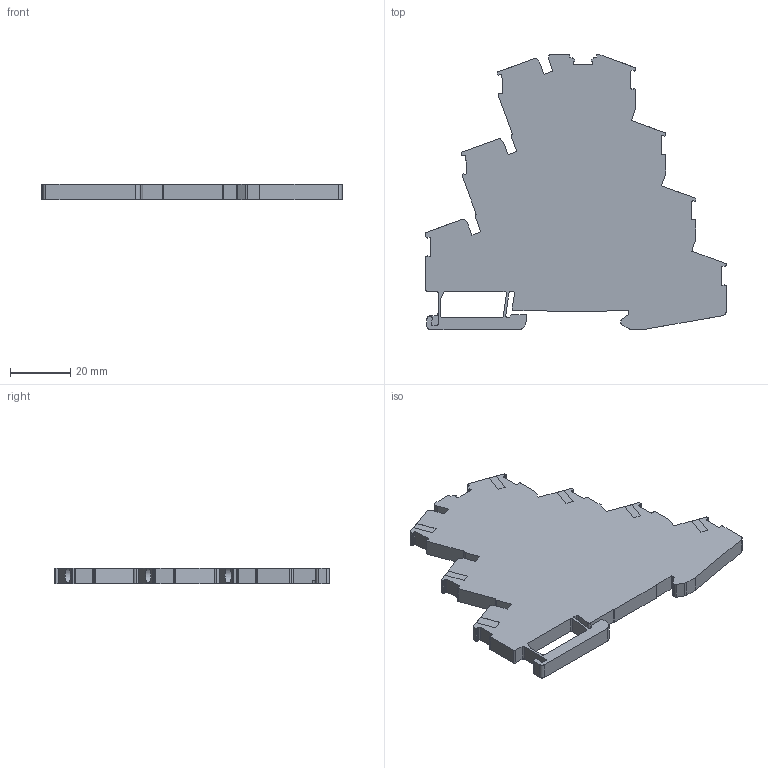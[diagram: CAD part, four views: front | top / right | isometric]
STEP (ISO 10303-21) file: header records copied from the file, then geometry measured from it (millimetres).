
FILE_DESCRIPTION((''),'2;1');
FILE_NAME('8YB788088','2022-09-02T',('Administrator'),(''),'PRO/ENGINEER BY PARAMETRIC TECHNOLOGY CORPORATION, 2013230','PRO/ENGINEER BY PARAMETRIC TECHNOLOGY CORPORATION, 2013230','');
FILE_SCHEMA(('CONFIG_CONTROL_DESIGN'));
Length unit declared in the file: millimetre
Products named in the file (1): 8YB788088
Bounding box: 99.4 x 91.1 x 5.2 mm (x, y, z)
Volume: 29049.1 mm3; surface area: 15551.8 mm2
Topology: 1 solids, 1 shells, 270 faces, 783 edges, 522 vertices
Faces by surface type: plane 170, cylinder 100
Entity records: 8950 total; most frequent: CARTESIAN_POINT 1575, ORIENTED_EDGE 1566, DIRECTION 1524, EDGE_CURVE 783, VECTOR 582, LINE 582, VERTEX_POINT 522, AXIS2_PLACEMENT_3D 471
